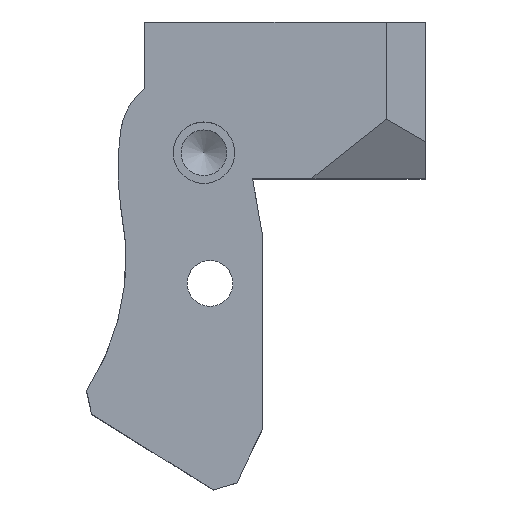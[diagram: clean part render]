
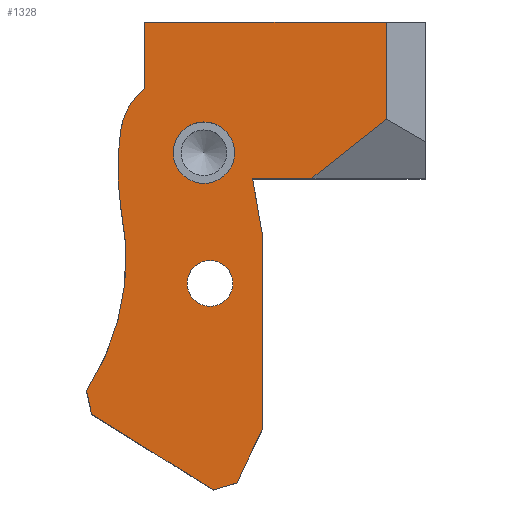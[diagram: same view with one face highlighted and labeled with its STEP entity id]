
A CAD part, top view. The second image highlights one B-rep face of the part: STEP entity #1328.
In plain terms, the highlighted planar face has unit normal (0, 0, 1).
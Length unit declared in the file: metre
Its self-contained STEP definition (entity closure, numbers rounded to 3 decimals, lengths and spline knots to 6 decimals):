
#35=FACE_BOUND('',#234,.T.);
#36=FACE_BOUND('',#235,.T.);
#73=PLANE('',#1462);
#152=FACE_OUTER_BOUND('',#233,.T.);
#233=EDGE_LOOP('',(#1211,#1212,#1213,#1214,#1215,#1216,#1217,#1218,#1219,
#1220,#1221,#1222,#1223,#1224));
#234=EDGE_LOOP('',(#1225));
#235=EDGE_LOOP('',(#1226));
#254=CIRCLE('',#1394,0.00175);
#264=CIRCLE('',#1412,0.0195);
#265=CIRCLE('',#1414,0.005);
#266=CIRCLE('',#1416,0.018519);
#273=CIRCLE('',#1437,0.00235);
#331=LINE('',#3299,#433);
#339=LINE('',#3363,#441);
#342=LINE('',#3367,#444);
#371=LINE('',#3456,#473);
#377=LINE('',#3473,#479);
#382=LINE('',#3490,#484);
#387=LINE('',#3503,#489);
#391=LINE('',#3510,#493);
#414=LINE('',#3693,#516);
#416=LINE('',#3698,#518);
#418=LINE('',#3702,#520);
#433=VECTOR('',#1522,1.);
#441=VECTOR('',#1536,1.);
#444=VECTOR('',#1541,1.);
#473=VECTOR('',#1624,1.);
#479=VECTOR('',#1636,1.);
#484=VECTOR('',#1651,1.);
#489=VECTOR('',#1662,1.);
#493=VECTOR('',#1672,1.);
#516=VECTOR('',#1771,1.);
#518=VECTOR('',#1775,1.);
#520=VECTOR('',#1781,1.);
#556=VERTEX_POINT('',#3296);
#557=VERTEX_POINT('',#3298);
#567=VERTEX_POINT('',#3361);
#568=VERTEX_POINT('',#3362);
#597=VERTEX_POINT('',#3446);
#600=VERTEX_POINT('',#3453);
#601=VERTEX_POINT('',#3455);
#608=VERTEX_POINT('',#3470);
#609=VERTEX_POINT('',#3472);
#616=VERTEX_POINT('',#3489);
#621=VERTEX_POINT('',#3500);
#624=VERTEX_POINT('',#3515);
#625=VERTEX_POINT('',#3517);
#638=VERTEX_POINT('',#3626);
#645=VERTEX_POINT('',#3690);
#647=VERTEX_POINT('',#3697);
#697=EDGE_CURVE('',#556,#557,#331,.T.);
#709=EDGE_CURVE('',#567,#568,#339,.T.);
#712=EDGE_CURVE('',#568,#556,#342,.T.);
#752=EDGE_CURVE('',#597,#597,#254,.T.);
#755=EDGE_CURVE('',#600,#601,#371,.T.);
#763=EDGE_CURVE('',#608,#609,#377,.T.);
#772=EDGE_CURVE('',#616,#601,#382,.T.);
#779=EDGE_CURVE('',#616,#621,#387,.T.);
#783=EDGE_CURVE('',#621,#608,#391,.T.);
#786=EDGE_CURVE('',#625,#624,#264,.T.);
#789=EDGE_CURVE('',#600,#625,#265,.T.);
#791=EDGE_CURVE('',#557,#624,#266,.T.);
#813=EDGE_CURVE('',#638,#638,#273,.T.);
#830=EDGE_CURVE('',#645,#609,#414,.T.);
#832=EDGE_CURVE('',#645,#647,#416,.T.);
#835=EDGE_CURVE('',#647,#567,#418,.T.);
#1211=ORIENTED_EDGE('',*,*,#791,.F.);
#1212=ORIENTED_EDGE('',*,*,#697,.F.);
#1213=ORIENTED_EDGE('',*,*,#712,.F.);
#1214=ORIENTED_EDGE('',*,*,#709,.F.);
#1215=ORIENTED_EDGE('',*,*,#835,.F.);
#1216=ORIENTED_EDGE('',*,*,#832,.F.);
#1217=ORIENTED_EDGE('',*,*,#830,.T.);
#1218=ORIENTED_EDGE('',*,*,#763,.F.);
#1219=ORIENTED_EDGE('',*,*,#783,.F.);
#1220=ORIENTED_EDGE('',*,*,#779,.F.);
#1221=ORIENTED_EDGE('',*,*,#772,.T.);
#1222=ORIENTED_EDGE('',*,*,#755,.F.);
#1223=ORIENTED_EDGE('',*,*,#789,.T.);
#1224=ORIENTED_EDGE('',*,*,#786,.T.);
#1225=ORIENTED_EDGE('',*,*,#752,.F.);
#1226=ORIENTED_EDGE('',*,*,#813,.T.);
#1328=ADVANCED_FACE('',(#152,#35,#36),#73,.F.);
#1394=AXIS2_PLACEMENT_3D('',#3448,#1618,#1619);
#1412=AXIS2_PLACEMENT_3D('',#3518,#1678,#1679);
#1414=AXIS2_PLACEMENT_3D('',#3528,#1683,#1684);
#1416=AXIS2_PLACEMENT_3D('',#3543,#1687,#1688);
#1437=AXIS2_PLACEMENT_3D('',#3627,#1738,#1739);
#1462=AXIS2_PLACEMENT_3D('',#3715,#1805,#1806);
#1522=DIRECTION('',(-0.214,0.977,0.));
#1536=DIRECTION('',(-0.96,-0.28,0.));
#1541=DIRECTION('',(-0.849,0.529,0.));
#1618=DIRECTION('center_axis',(0.,0.,
1.));
#1619=DIRECTION('ref_axis',(0.,-1.,0.));
#1624=DIRECTION('',(0.,1.,0.));
#1636=DIRECTION('',(-1.,0.,0.));
#1651=DIRECTION('',(-1.,0.,0.));
#1662=DIRECTION('',(0.,-1.,0.));
#1672=DIRECTION('',(-0.784,-0.621,0.));
#1678=DIRECTION('center_axis',(0.,0.,
1.));
#1679=DIRECTION('ref_axis',(1.,0.,0.));
#1683=DIRECTION('center_axis',(0.,0.,
1.));
#1684=DIRECTION('ref_axis',(1.,0.,0.));
#1687=DIRECTION('center_axis',(0.,0.,
1.));
#1688=DIRECTION('ref_axis',(1.,0.,0.));
#1738=DIRECTION('center_axis',(0.,0.,
-1.));
#1739=DIRECTION('ref_axis',(-1.,0.,0.));
#1771=DIRECTION('',(-0.174,0.985,0.));
#1775=DIRECTION('',(0.,-1.,0.));
#1781=DIRECTION('',(-0.431,-0.902,0.));
#1805=DIRECTION('center_axis',(0.,0.,
-1.));
#1806=DIRECTION('ref_axis',(0.,1.,0.));
#3296=CARTESIAN_POINT('',(0.020224,-0.005488,0.044594));
#3298=CARTESIAN_POINT('',(0.019833,-0.003708,0.044594));
#3299=CARTESIAN_POINT('',(0.019833,-0.003708,0.044594));
#3361=CARTESIAN_POINT('',(0.031329,-0.010774,0.044594));
#3362=CARTESIAN_POINT('',(0.029538,-0.011296,0.044594));
#3363=CARTESIAN_POINT('',(0.029538,-0.011296,0.044594));
#3367=CARTESIAN_POINT('',(0.017902,-0.00404,0.044594));
#3446=CARTESIAN_POINT('',(0.029288,0.006257,0.044594));
#3448=CARTESIAN_POINT('Origin',(0.029288,0.004507,
0.044594));
#3453=CARTESIAN_POINT('',(0.024282,0.01942,0.044594));
#3455=CARTESIAN_POINT('',(0.024282,0.024511,0.044594));
#3456=CARTESIAN_POINT('',(0.024282,0.012501,0.044594));
#3470=CARTESIAN_POINT('',(0.037014,0.012511,0.044594));
#3472=CARTESIAN_POINT('',(0.032543,0.012511,0.044594));
#3473=CARTESIAN_POINT('',(0.027282,0.012511,0.044594));
#3489=CARTESIAN_POINT('',(0.042782,0.024511,0.044594));
#3490=CARTESIAN_POINT('',(0.027282,0.024511,0.044594));
#3500=CARTESIAN_POINT('',(0.042782,0.017082,0.044594));
#3503=CARTESIAN_POINT('',(0.042782,0.012501,0.044594));
#3510=CARTESIAN_POINT('',(0.031032,0.00777,0.044594));
#3515=CARTESIAN_POINT('',(0.022452,0.010381,0.044594));
#3517=CARTESIAN_POINT('',(0.022462,0.016278,0.044594));
#3518=CARTESIAN_POINT('Origin',(0.041733,0.013296,0.044594));
#3528=CARTESIAN_POINT('Origin',(0.027404,0.015513,0.044594));
#3543=CARTESIAN_POINT('Origin',(0.004353,0.006458,
0.044594));
#3626=CARTESIAN_POINT('',(0.031169,0.014511,0.044594));
#3627=CARTESIAN_POINT('Origin',(0.028819,0.014511,0.044594));
#3690=CARTESIAN_POINT('',(0.03331,0.008164,0.044594));
#3693=CARTESIAN_POINT('',(0.032927,0.010337,0.044594));
#3697=CARTESIAN_POINT('',(0.03331,-0.006625,0.044594));
#3698=CARTESIAN_POINT('',(0.03331,0.000769,0.044594));
#3702=CARTESIAN_POINT('',(0.032018,-0.009331,0.044594));
#3715=CARTESIAN_POINT('Origin',(0.027282,0.012501,0.044594));
